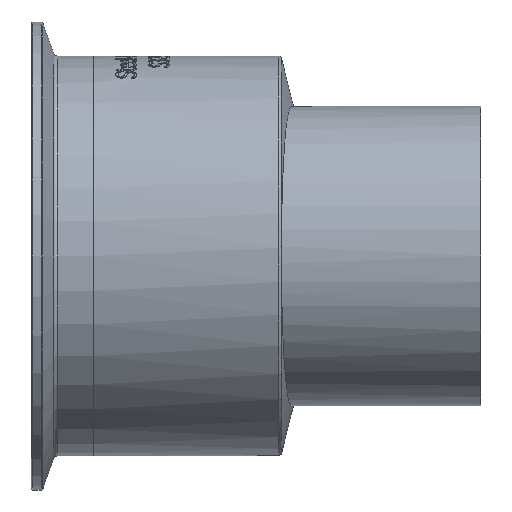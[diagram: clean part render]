
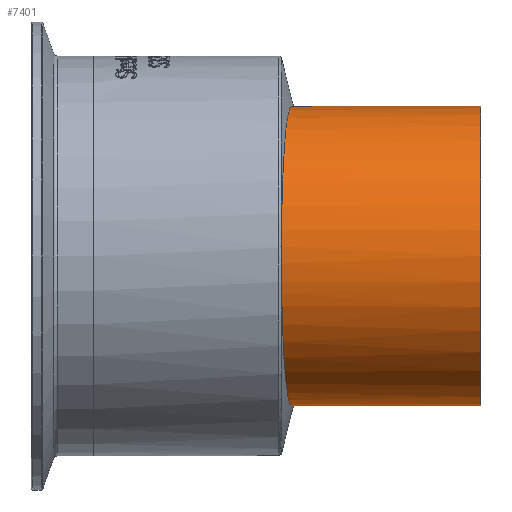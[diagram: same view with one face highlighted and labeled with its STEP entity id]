
A CAD part, front view. The second image highlights one B-rep face of the part: STEP entity #7401.
In plain terms, the highlighted cylindrical face has radius 38.1 mm (diameter 76.2 mm), a full revolution.
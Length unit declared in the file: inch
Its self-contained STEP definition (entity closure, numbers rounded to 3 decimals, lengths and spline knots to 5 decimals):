
#111=FACE_BOUND('',#1330,.T.);
#881=FACE_OUTER_BOUND('',#1329,.T.);
#1329=EDGE_LOOP('',(#6858));
#1330=EDGE_LOOP('',(#6859,#6860,#6861));
#2469=CIRCLE('',#7808,1.5);
#2893=B_SPLINE_CURVE_WITH_KNOTS('',3,(#16451,#16452,#16453,#16454,#16455,
#16456,#16457,#16458,#16459,#16460,#16461,#16462,#16463,#16464,#16465,#16466),
 .UNSPECIFIED.,.F.,.F.,(4,3,3,3,3,4),(7.68861,7.81847,
8.2221,8.37636,8.78744,9.00747),
 .UNSPECIFIED.);
#2894=B_SPLINE_CURVE_WITH_KNOTS('',3,(#16476,#16477,#16478,#16479,#16480,
#16481,#16482,#16483,#16484,#16485,#16486,#16487,#16488,#16489,#16490,#16491,
#16492,#16493,#16494,#16495,#16496,#16497,#16498,#16499,#16500,#16501,#16502,
#16503,#16504,#16505,#16506,#16507,#16508,#16509),.UNSPECIFIED.,.F.,.F.,
(4,2,2,2,2,2,2,2,2,2,2,2,2,2,2,2,4),(0.,0.50203,1.00405,
1.50608,2.00811,2.63514,3.26217,3.88921,
4.51624,5.33091,6.14558,6.96025,7.77492,
8.71673,9.65854,10.60035,10.88967),
 .UNSPECIFIED.);
#2895=B_SPLINE_CURVE_WITH_KNOTS('',3,(#16510,#16511,#16512,#16513,#16514,
#16515,#16516,#16517,#16518,#16519,#16520,#16521,#16522,#16523,#16524,#16525,
#16526,#16527,#16528,#16529,#16530,#16531,#16532,#16533,#16534,#16535,#16536,
#16537,#16538,#16539,#16540,#16541,#16542,#16543),.UNSPECIFIED.,.F.,.F.,
(4,2,2,2,2,2,2,2,2,2,2,2,2,2,2,2,4),(12.19465,12.48397,
13.42578,14.36759,15.3094,16.12407,16.93874,
17.75341,18.56809,19.19512,19.82215,20.44918,
21.07622,21.57824,22.08027,22.5823,23.08432),
 .UNSPECIFIED.);
#3608=VERTEX_POINT('',#16449);
#3609=VERTEX_POINT('',#16450);
#3611=VERTEX_POINT('',#16473);
#3612=VERTEX_POINT('',#16475);
#4699=EDGE_CURVE('',#3608,#3609,#2893,.T.);
#4702=EDGE_CURVE('',#3611,#3611,#2469,.T.);
#4703=EDGE_CURVE('',#3612,#3609,#2894,.T.);
#4704=EDGE_CURVE('',#3608,#3612,#2895,.T.);
#6858=ORIENTED_EDGE('',*,*,#4702,.T.);
#6859=ORIENTED_EDGE('',*,*,#4703,.F.);
#6860=ORIENTED_EDGE('',*,*,#4704,.F.);
#6861=ORIENTED_EDGE('',*,*,#4699,.T.);
#6941=CYLINDRICAL_SURFACE('',#7807,1.5);
#7401=ADVANCED_FACE('',(#881,#111),#6941,.T.);
#7807=AXIS2_PLACEMENT_3D('',#16472,#9086,#9087);
#7808=AXIS2_PLACEMENT_3D('',#16474,#9088,#9089);
#9086=DIRECTION('center_axis',(-1.,0.,0.));
#9087=DIRECTION('ref_axis',(0.,-1.,0.));
#9088=DIRECTION('center_axis',(-1.,0.,0.));
#9089=DIRECTION('ref_axis',(0.,-1.,0.));
#16449=CARTESIAN_POINT('',(2.50587,-1.95949,0.25888));
#16450=CARTESIAN_POINT('',(2.50587,-1.95949,-0.25888));
#16451=CARTESIAN_POINT('Ctrl Pts',(2.50587,-1.95949,0.25888));
#16452=CARTESIAN_POINT('Ctrl Pts',(2.5057,-1.96226,0.24308));
#16453=CARTESIAN_POINT('Ctrl Pts',(2.50552,-1.96479,0.22717));
#16454=CARTESIAN_POINT('Ctrl Pts',(2.50535,-1.96706,0.21121));
#16455=CARTESIAN_POINT('Ctrl Pts',(2.5048,-1.97411,0.16162));
#16456=CARTESIAN_POINT('Ctrl Pts',(2.5043,-1.97874,0.11151));
#16457=CARTESIAN_POINT('Ctrl Pts',(2.50407,-1.9808,0.05996));
#16458=CARTESIAN_POINT('Ctrl Pts',(2.50399,-1.98159,0.04026));
#16459=CARTESIAN_POINT('Ctrl Pts',(2.50394,-1.982,0.02024));
#16460=CARTESIAN_POINT('Ctrl Pts',(2.50394,-1.982,0.));
#16461=CARTESIAN_POINT('Ctrl Pts',(2.50394,-1.982,-0.05395));
#16462=CARTESIAN_POINT('Ctrl Pts',(2.50431,-1.97901,-0.11054));
#16463=CARTESIAN_POINT('Ctrl Pts',(2.50488,-1.97264,-0.16735));
#16464=CARTESIAN_POINT('Ctrl Pts',(2.50519,-1.96922,-0.19776));
#16465=CARTESIAN_POINT('Ctrl Pts',(2.50555,-1.96485,-0.22831));
#16466=CARTESIAN_POINT('Ctrl Pts',(2.50587,-1.95949,-0.25888));
#16472=CARTESIAN_POINT('Origin',(4.5,-0.482,0.));
#16473=CARTESIAN_POINT('',(4.5,1.018,0.));
#16474=CARTESIAN_POINT('Origin',(4.5,-0.482,0.));
#16475=CARTESIAN_POINT('',(2.7455,1.018,0.));
#16476=CARTESIAN_POINT('Ctrl Pts',(2.7455,1.018,0.));
#16477=CARTESIAN_POINT('Ctrl Pts',(2.7455,1.018,-0.06588));
#16478=CARTESIAN_POINT('Ctrl Pts',(2.74498,1.01359,-0.13455));
#16479=CARTESIAN_POINT('Ctrl Pts',(2.74274,0.99459,-0.2731));
#16480=CARTESIAN_POINT('Ctrl Pts',(2.74103,0.97999,-0.34299));
#16481=CARTESIAN_POINT('Ctrl Pts',(2.73653,0.94096,-0.47985));
#16482=CARTESIAN_POINT('Ctrl Pts',(2.73374,0.9165,-0.54689));
#16483=CARTESIAN_POINT('Ctrl Pts',(2.72738,0.8596,-0.67452));
#16484=CARTESIAN_POINT('Ctrl Pts',(2.72381,0.82717,-0.73511));
#16485=CARTESIAN_POINT('Ctrl Pts',(2.71541,0.74916,-0.86081));
#16486=CARTESIAN_POINT('Ctrl Pts',(2.71007,0.69838,-0.92962));
#16487=CARTESIAN_POINT('Ctrl Pts',(2.69838,0.58359,-1.05925));
#16488=CARTESIAN_POINT('Ctrl Pts',(2.69203,0.51959,-1.12006));
#16489=CARTESIAN_POINT('Ctrl Pts',(2.67885,0.38197,-1.22934));
#16490=CARTESIAN_POINT('Ctrl Pts',(2.67201,0.30826,-1.27788));
#16491=CARTESIAN_POINT('Ctrl Pts',(2.65832,0.15611,-1.36025));
#16492=CARTESIAN_POINT('Ctrl Pts',(2.65148,0.07767,
-1.39409));
#16493=CARTESIAN_POINT('Ctrl Pts',(2.63633,-0.10092,
-1.45469));
#16494=CARTESIAN_POINT('Ctrl Pts',(2.62752,-0.20853,
-1.47903));
#16495=CARTESIAN_POINT('Ctrl Pts',(2.61008,-0.42915,
-1.50317));
#16496=CARTESIAN_POINT('Ctrl Pts',(2.60146,-0.54214,
-1.50299));
#16497=CARTESIAN_POINT('Ctrl Pts',(2.58495,-0.76504,
-1.47732));
#16498=CARTESIAN_POINT('Ctrl Pts',(2.57705,-0.87516,
-1.45181));
#16499=CARTESIAN_POINT('Ctrl Pts',(2.56238,-1.08466,-1.37809));
#16500=CARTESIAN_POINT('Ctrl Pts',(2.55561,-1.18404,-1.32986));
#16501=CARTESIAN_POINT('Ctrl Pts',(2.54255,-1.37942,-1.20825));
#16502=CARTESIAN_POINT('Ctrl Pts',(2.53609,-1.47838,-1.12845));
#16503=CARTESIAN_POINT('Ctrl Pts',(2.52482,-1.65413,-0.94461));
#16504=CARTESIAN_POINT('Ctrl Pts',(2.51999,-1.73094,-0.84058));
#16505=CARTESIAN_POINT('Ctrl Pts',(2.51224,-1.85539,-0.61662));
#16506=CARTESIAN_POINT('Ctrl Pts',(2.50931,-1.90318,-0.49642));
#16507=CARTESIAN_POINT('Ctrl Pts',(2.50678,-1.94457,-0.3353));
#16508=CARTESIAN_POINT('Ctrl Pts',(2.50628,-1.95279,-0.29715));
#16509=CARTESIAN_POINT('Ctrl Pts',(2.50587,-1.95949,-0.25888));
#16510=CARTESIAN_POINT('Ctrl Pts',(2.50587,-1.95949,0.25888));
#16511=CARTESIAN_POINT('Ctrl Pts',(2.50628,-1.95279,0.29715));
#16512=CARTESIAN_POINT('Ctrl Pts',(2.50678,-1.94457,0.3353));
#16513=CARTESIAN_POINT('Ctrl Pts',(2.50931,-1.90318,0.49642));
#16514=CARTESIAN_POINT('Ctrl Pts',(2.51224,-1.85539,0.61662));
#16515=CARTESIAN_POINT('Ctrl Pts',(2.51999,-1.73094,0.84058));
#16516=CARTESIAN_POINT('Ctrl Pts',(2.52482,-1.65413,0.94461));
#16517=CARTESIAN_POINT('Ctrl Pts',(2.53609,-1.47838,1.12845));
#16518=CARTESIAN_POINT('Ctrl Pts',(2.54255,-1.37942,1.20825));
#16519=CARTESIAN_POINT('Ctrl Pts',(2.55561,-1.18404,1.32986));
#16520=CARTESIAN_POINT('Ctrl Pts',(2.56238,-1.08466,1.37809));
#16521=CARTESIAN_POINT('Ctrl Pts',(2.57705,-0.87516,
1.45181));
#16522=CARTESIAN_POINT('Ctrl Pts',(2.58495,-0.76504,
1.47732));
#16523=CARTESIAN_POINT('Ctrl Pts',(2.60146,-0.54214,
1.50299));
#16524=CARTESIAN_POINT('Ctrl Pts',(2.61008,-0.42915,
1.50317));
#16525=CARTESIAN_POINT('Ctrl Pts',(2.62752,-0.20853,
1.47903));
#16526=CARTESIAN_POINT('Ctrl Pts',(2.63633,-0.10092,
1.45469));
#16527=CARTESIAN_POINT('Ctrl Pts',(2.65148,0.07767,
1.39409));
#16528=CARTESIAN_POINT('Ctrl Pts',(2.65832,0.15611,1.36025));
#16529=CARTESIAN_POINT('Ctrl Pts',(2.67201,0.30826,1.27788));
#16530=CARTESIAN_POINT('Ctrl Pts',(2.67885,0.38197,1.22934));
#16531=CARTESIAN_POINT('Ctrl Pts',(2.69203,0.51959,1.12006));
#16532=CARTESIAN_POINT('Ctrl Pts',(2.69838,0.58359,1.05925));
#16533=CARTESIAN_POINT('Ctrl Pts',(2.71007,0.69838,0.92962));
#16534=CARTESIAN_POINT('Ctrl Pts',(2.71541,0.74916,0.86081));
#16535=CARTESIAN_POINT('Ctrl Pts',(2.72381,0.82717,0.73511));
#16536=CARTESIAN_POINT('Ctrl Pts',(2.72738,0.8596,0.67452));
#16537=CARTESIAN_POINT('Ctrl Pts',(2.73374,0.9165,0.54689));
#16538=CARTESIAN_POINT('Ctrl Pts',(2.73653,0.94096,0.47985));
#16539=CARTESIAN_POINT('Ctrl Pts',(2.74103,0.97999,0.34299));
#16540=CARTESIAN_POINT('Ctrl Pts',(2.74274,0.99459,0.2731));
#16541=CARTESIAN_POINT('Ctrl Pts',(2.74498,1.01359,0.13455));
#16542=CARTESIAN_POINT('Ctrl Pts',(2.7455,1.018,0.06588));
#16543=CARTESIAN_POINT('Ctrl Pts',(2.7455,1.018,0.));
